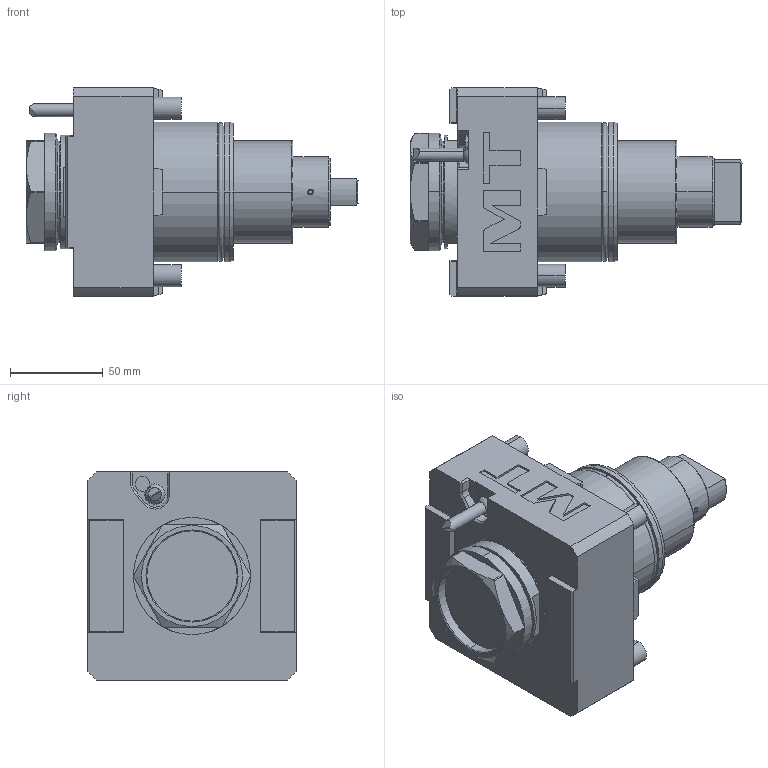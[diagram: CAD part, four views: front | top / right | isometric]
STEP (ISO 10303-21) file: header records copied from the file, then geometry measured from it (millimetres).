
FILE_DESCRIPTION((''),'2;1');
FILE_NAME('DWO2130150_CONF','2023-05-08T16:58:50',('gvalli'),('M.T. srl'),'CREO PARAMETRIC BY PTC INC, 2021072','CREO PARAMETRIC BY PTC INC, 2021072','');
FILE_SCHEMA(('CONFIG_CONTROL_DESIGN'));
Length unit declared in the file: millimetre
Products named in the file (1): DWO2130150_CONF
Bounding box: 178.5 x 112 x 112 mm (x, y, z)
Volume: 908645.3 mm3; surface area: 88658.5 mm2
Topology: 2 solids, 2 shells, 271 faces, 644 edges, 406 vertices
Faces by surface type: plane 147, cylinder 80, cone 24, torus 10, bspline 4, extrusion 4, sphere 2
Entity records: 8826 total; most frequent: CARTESIAN_POINT 2457, DIRECTION 1325, ORIENTED_EDGE 1288, EDGE_CURVE 644, AXIS2_PLACEMENT_3D 461, VERTEX_POINT 406, VECTOR 403, LINE 399
